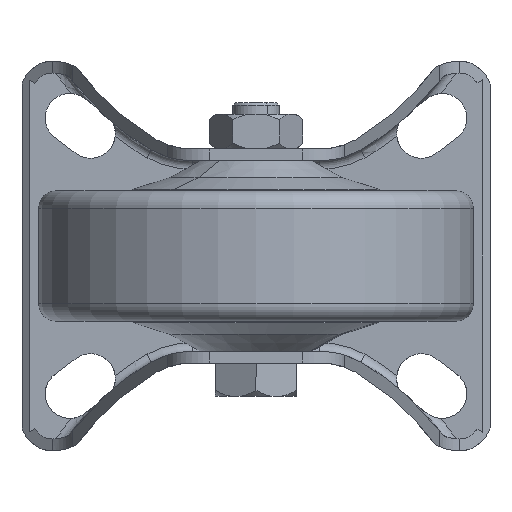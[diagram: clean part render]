
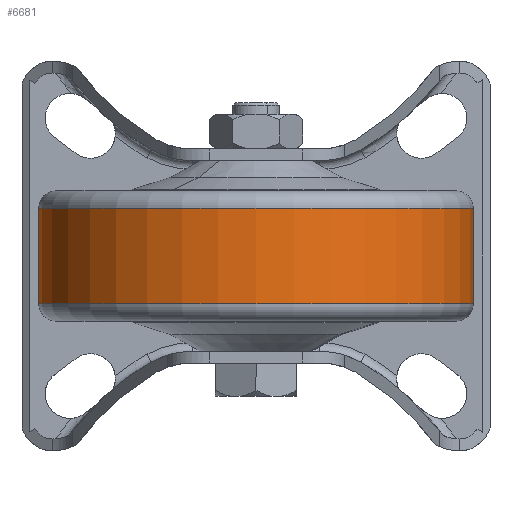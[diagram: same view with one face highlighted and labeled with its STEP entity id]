
A CAD part, front view. The second image highlights one B-rep face of the part: STEP entity #6681.
In plain terms, the highlighted cylindrical face has radius 37.5 mm (diameter 75 mm), a partial arc.
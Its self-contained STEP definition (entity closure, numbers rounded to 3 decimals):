
#55 = VERTEX_POINT ( 'NONE', #784 ) ;
#365 = CARTESIAN_POINT ( 'NONE',  ( -37.5, 0., 8.25 ) ) ;
#655 = CIRCLE ( 'NONE', #5131, 37.5 ) ;
#784 = CARTESIAN_POINT ( 'NONE',  ( -37.5, 0., -8.25 ) ) ;
#916 = CIRCLE ( 'NONE', #6655, 37.5 ) ;
#1172 = DIRECTION ( 'NONE',  ( 0., 0., -1. ) ) ;
#1406 = CARTESIAN_POINT ( 'NONE',  ( 37.5, 0., 11.25 ) ) ;
#1645 = DIRECTION ( 'NONE',  ( 0., 0., -1. ) ) ;
#1934 = LINE ( 'NONE', #6825, #7566 ) ;
#2047 = CARTESIAN_POINT ( 'NONE',  ( 37.5, 0., 8.25 ) ) ;
#2920 = FACE_OUTER_BOUND ( 'NONE', #7329, .T. ) ;
#2960 = DIRECTION ( 'NONE',  ( 1., 0., 0. ) ) ;
#2962 = VERTEX_POINT ( 'NONE', #365 ) ;
#3042 = DIRECTION ( 'NONE',  ( 0., 0., -1. ) ) ;
#3220 = AXIS2_PLACEMENT_3D ( 'NONE', #7750, #3042, #7278 ) ;
#3374 = CARTESIAN_POINT ( 'NONE',  ( 37.5, 0., -8.25 ) ) ;
#3391 = ORIENTED_EDGE ( 'NONE', *, *, #6679, .T. ) ;
#3765 = LINE ( 'NONE', #1406, #4385 ) ;
#3831 = ORIENTED_EDGE ( 'NONE', *, *, #5440, .T. ) ;
#4135 = DIRECTION ( 'NONE',  ( 1., 0., 0. ) ) ;
#4175 = CARTESIAN_POINT ( 'NONE',  ( 0., 0., -8.25 ) ) ;
#4385 = VECTOR ( 'NONE', #4472, 1000. ) ;
#4472 = DIRECTION ( 'NONE',  ( 0., 0., -1. ) ) ;
#4703 = EDGE_CURVE ( 'NONE', #4722, #6596, #3765, .T. ) ;
#4722 = VERTEX_POINT ( 'NONE', #2047 ) ;
#4742 = DIRECTION ( 'NONE',  ( 0., 0., 1. ) ) ;
#5029 = ORIENTED_EDGE ( 'NONE', *, *, #7095, .T. ) ;
#5131 = AXIS2_PLACEMENT_3D ( 'NONE', #4175, #4742, #4135 ) ;
#5440 = EDGE_CURVE ( 'NONE', #2962, #55, #1934, .T. ) ;
#6043 = CYLINDRICAL_SURFACE ( 'NONE', #3220, 37.5 ) ;
#6079 = CARTESIAN_POINT ( 'NONE',  ( 0., 0., 8.25 ) ) ;
#6596 = VERTEX_POINT ( 'NONE', #3374 ) ;
#6655 = AXIS2_PLACEMENT_3D ( 'NONE', #6079, #1645, #2960 ) ;
#6679 = EDGE_CURVE ( 'NONE', #4722, #2962, #916, .T. ) ;
#6681 = ADVANCED_FACE ( 'NONE', ( #2920 ), #6043, .T. ) ;
#6825 = CARTESIAN_POINT ( 'NONE',  ( -37.5, 0., 11.25 ) ) ;
#7095 = EDGE_CURVE ( 'NONE', #55, #6596, #655, .T. ) ;
#7278 = DIRECTION ( 'NONE',  ( -1., 0., 0. ) ) ;
#7329 = EDGE_LOOP ( 'NONE', ( #7655, #3391, #3831, #5029 ) ) ;
#7566 = VECTOR ( 'NONE', #1172, 1000. ) ;
#7655 = ORIENTED_EDGE ( 'NONE', *, *, #4703, .F. ) ;
#7750 = CARTESIAN_POINT ( 'NONE',  ( 0., 0., 11.25 ) ) ;
